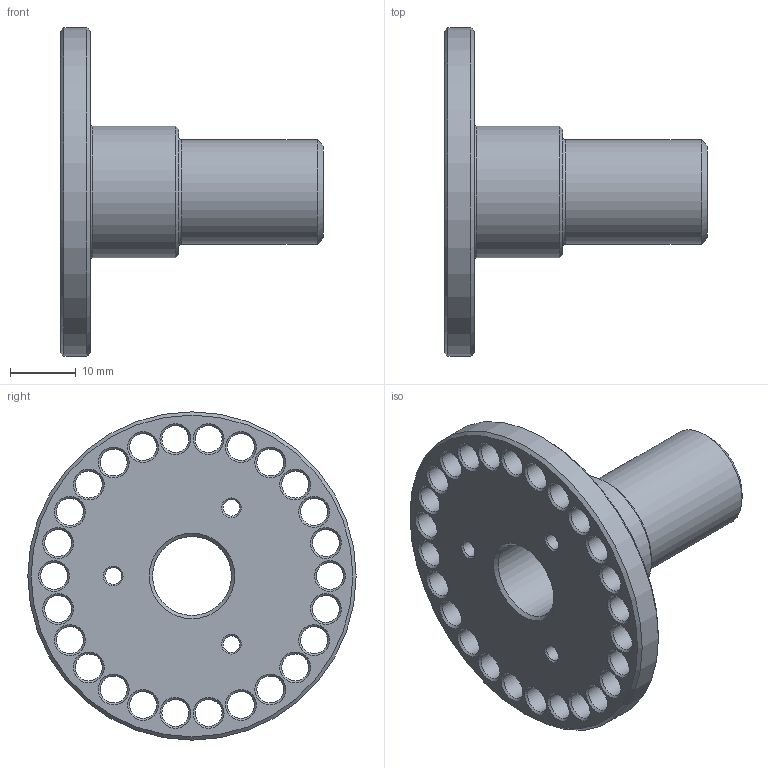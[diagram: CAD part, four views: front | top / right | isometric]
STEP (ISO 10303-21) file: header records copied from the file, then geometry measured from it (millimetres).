
FILE_DESCRIPTION(/* description */ (''),/* implementation_level */ '2;1');
FILE_NAME(/* name */ 'E02-017-Rondelle frein.step',/* time_stamp */ '2022-03-02T08:45:38+01:00',/* author */ (''),/* organization */ (''),/* preprocessor_version */ 'ST-DEVELOPER v18.1',/* originating_system */ 'Autodesk Translation Framework v10.13.0.1454',/* authorisation */ '');
FILE_SCHEMA (('AUTOMOTIVE_DESIGN { 1 0 10303 214 3 1 1 }'));
Length unit declared in the file: millimetre
Products named in the file (1): E02-017-Rondelle frein
Bounding box: 40 x 50 x 50 mm (x, y, z)
Volume: 11209.6 mm3; surface area: 8519.7 mm2
Topology: 1 solids, 1 shells, 74 faces, 181 edges, 111 vertices
Faces by surface type: cone 35, cylinder 33, plane 4, torus 2
Full cylindrical faces by diameter (mm): 2.529 x3, 4.1 x26, 12 x1, 15.884 x1, 20 x1, 50 x1
Entity records: 2359 total; most frequent: DIRECTION 444, CARTESIAN_POINT 367, ORIENTED_EDGE 362, AXIS2_PLACEMENT_3D 188, EDGE_CURVE 181, EDGE_LOOP 136, CIRCLE 113, VERTEX_POINT 111
